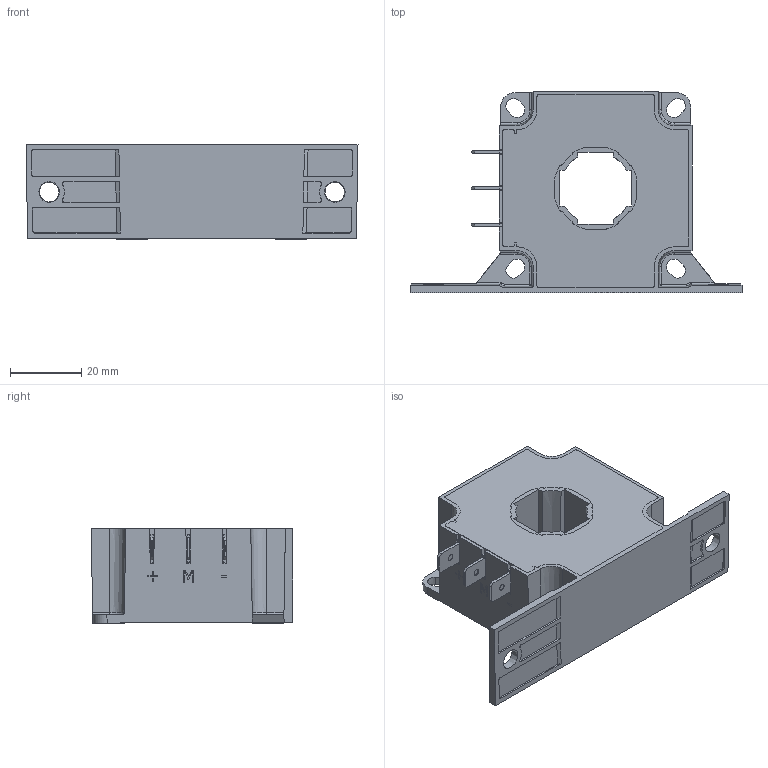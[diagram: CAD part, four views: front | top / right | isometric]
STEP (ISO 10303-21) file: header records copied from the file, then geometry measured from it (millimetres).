
FILE_DESCRIPTION((''),'2;1');
FILE_NAME('MSA100_200_300.stp','2012-02-17T11:23:57',('lm'),(''),'Autodesk Inventor 2012','Autodesk Inventor 2012','');
FILE_SCHEMA(('AUTOMOTIVE_DESIGN { 1 0 10303 214 1 1 1 1 }'));
Length unit declared in the file: millimetre
Products named in the file (1): MSA200-S-0001_Enveloppe_1
Bounding box: 93 x 56.5 x 26.6 mm (x, y, z)
Surface area: 16825.8 mm2 (no closed solid volume)
Topology: 0 solids, 52 shells, 222 faces, 1375 edges, 1192 vertices
Faces by surface type: plane 168, cylinder 25, cone 18, bspline 6, torus 4, sphere 1
Entity records: 14401 total; most frequent: CARTESIAN_POINT 4311, ORIENTED_EDGE 1793, DIRECTION 1687, EDGE_CURVE 1374, VERTEX_POINT 1192, VECTOR 845, LINE 845, AXIS2_PLACEMENT_3D 421
